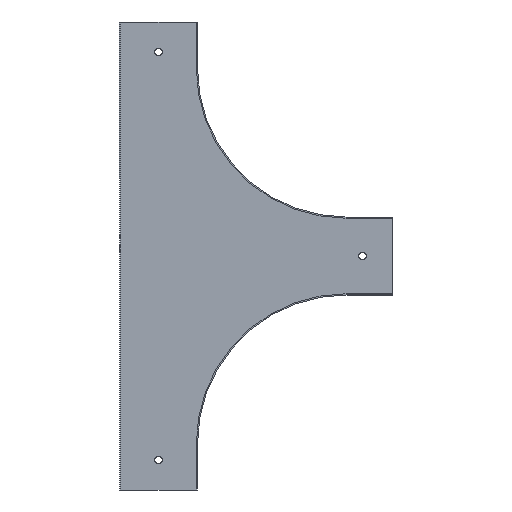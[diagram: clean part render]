
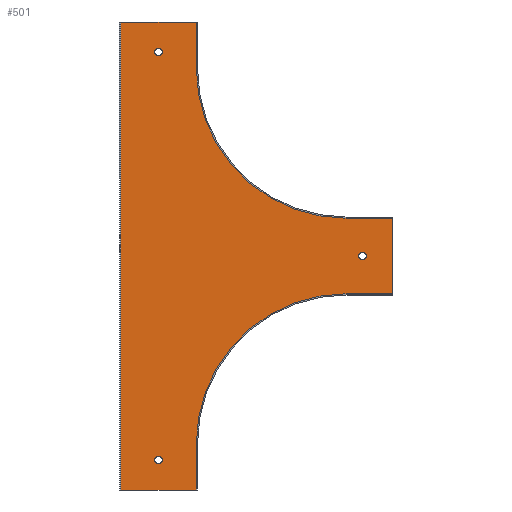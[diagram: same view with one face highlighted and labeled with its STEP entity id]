
A CAD part, front view. The second image highlights one B-rep face of the part: STEP entity #501.
In plain terms, the highlighted planar face has unit normal (0, -1, 0).
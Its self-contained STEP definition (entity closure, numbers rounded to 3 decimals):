
#8 = EDGE_LOOP ( 'NONE', ( #313, #389, #343, #344, #308, #304, #333, #361, #292, #382 ) ) ;
#9 = EDGE_LOOP ( 'NONE', ( #299 ) ) ;
#10 = EDGE_LOOP ( 'NONE', ( #300 ) ) ;
#14 = EDGE_LOOP ( 'NONE', ( #302 ) ) ;
#23 = CIRCLE ( 'NONE', #215, 2.5 ) ;
#31 = CIRCLE ( 'NONE', #285, 99.8 ) ;
#43 = VECTOR ( 'NONE', #596, 1000. ) ;
#60 = LINE ( 'NONE', #573, #63 ) ;
#63 = VECTOR ( 'NONE', #731, 1000. ) ;
#73 = LINE ( 'NONE', #597, #43 ) ;
#103 = CIRCLE ( 'NONE', #258, 99.8 ) ;
#115 = FACE_BOUND ( 'NONE', #9, .T. ) ;
#118 = FACE_BOUND ( 'NONE', #10, .T. ) ;
#119 = FACE_OUTER_BOUND ( 'NONE', #8, .T. ) ;
#131 = FACE_BOUND ( 'NONE', #14, .T. ) ;
#213 = EDGE_CURVE ( 'NONE', #390, #338, #73, .T. ) ;
#215 = AXIS2_PLACEMENT_3D ( 'NONE', #801, #820, #790 ) ;
#237 = AXIS2_PLACEMENT_3D ( 'NONE', #650, #615, #616 ) ;
#244 = EDGE_CURVE ( 'NONE', #319, #390, #60, .T. ) ;
#258 = AXIS2_PLACEMENT_3D ( 'NONE', #869, #834, #803 ) ;
#282 = AXIS2_PLACEMENT_3D ( 'NONE', #772, #863, #776 ) ;
#284 = AXIS2_PLACEMENT_3D ( 'NONE', #800, #807, #795 ) ;
#285 = AXIS2_PLACEMENT_3D ( 'NONE', #871, #815, #788 ) ;
#292 = ORIENTED_EDGE ( 'NONE', *, *, #765, .T. ) ;
#299 = ORIENTED_EDGE ( 'NONE', *, *, #739, .T. ) ;
#300 = ORIENTED_EDGE ( 'NONE', *, *, #746, .T. ) ;
#302 = ORIENTED_EDGE ( 'NONE', *, *, #754, .T. ) ;
#304 = ORIENTED_EDGE ( 'NONE', *, *, #745, .F. ) ;
#308 = ORIENTED_EDGE ( 'NONE', *, *, #738, .F. ) ;
#313 = ORIENTED_EDGE ( 'NONE', *, *, #744, .T. ) ;
#315 = VERTEX_POINT ( 'NONE', #706 ) ;
#319 = VERTEX_POINT ( 'NONE', #689 ) ;
#328 = VERTEX_POINT ( 'NONE', #678 ) ;
#333 = ORIENTED_EDGE ( 'NONE', *, *, #756, .F. ) ;
#338 = VERTEX_POINT ( 'NONE', #660 ) ;
#343 = ORIENTED_EDGE ( 'NONE', *, *, #213, .T. ) ;
#344 = ORIENTED_EDGE ( 'NONE', *, *, #762, .F. ) ;
#361 = ORIENTED_EDGE ( 'NONE', *, *, #766, .F. ) ;
#374 = VERTEX_POINT ( 'NONE', #722 ) ;
#382 = ORIENTED_EDGE ( 'NONE', *, *, #761, .T. ) ;
#389 = ORIENTED_EDGE ( 'NONE', *, *, #244, .T. ) ;
#390 = VERTEX_POINT ( 'NONE', #676 ) ;
#397 = VERTEX_POINT ( 'NONE', #714 ) ;
#405 = VERTEX_POINT ( 'NONE', #621 ) ;
#408 = VERTEX_POINT ( 'NONE', #698 ) ;
#409 = VERTEX_POINT ( 'NONE', #659 ) ;
#416 = VERTEX_POINT ( 'NONE', #527 ) ;
#421 = VERTEX_POINT ( 'NONE', #561 ) ;
#429 = CIRCLE ( 'NONE', #282, 2.5 ) ;
#431 = LINE ( 'NONE', #779, #456 ) ;
#436 = LINE ( 'NONE', #818, #477 ) ;
#440 = VECTOR ( 'NONE', #532, 1000. ) ;
#446 = LINE ( 'NONE', #530, #460 ) ;
#456 = VECTOR ( 'NONE', #780, 1000. ) ;
#459 = LINE ( 'NONE', #531, #440 ) ;
#460 = VECTOR ( 'NONE', #567, 1000. ) ;
#465 = VECTOR ( 'NONE', #789, 1000. ) ;
#467 = VECTOR ( 'NONE', #840, 1000. ) ;
#472 = LINE ( 'NONE', #865, #465 ) ;
#473 = VERTEX_POINT ( 'NONE', #537 ) ;
#475 = LINE ( 'NONE', #802, #467 ) ;
#477 = VECTOR ( 'NONE', #822, 1000. ) ;
#478 = CIRCLE ( 'NONE', #284, 2.5 ) ;
#501 = ADVANCED_FACE ( 'NONE', ( #115, #119, #118, #131 ), #723, .F. ) ;
#527 = CARTESIAN_POINT ( 'NONE',  ( 0., 0., -294.5 ) ) ;
#530 = CARTESIAN_POINT ( 'NONE',  ( 0., 0., -312. ) ) ;
#531 = CARTESIAN_POINT ( 'NONE',  ( -25.2, 0., 0. ) ) ;
#532 = DIRECTION ( 'NONE',  ( 0., 0., 1. ) ) ;
#537 = CARTESIAN_POINT ( 'NONE',  ( 136., 0., -153.5 ) ) ;
#561 = CARTESIAN_POINT ( 'NONE',  ( 0., 0., -17.5 ) ) ;
#567 = DIRECTION ( 'NONE',  ( 1., 0., 0. ) ) ;
#573 = CARTESIAN_POINT ( 'NONE',  ( 0., 0., -181.2 ) ) ;
#596 = DIRECTION ( 'NONE',  ( 0., 0., 1. ) ) ;
#597 = CARTESIAN_POINT ( 'NONE',  ( 156., 0., 0. ) ) ;
#615 = DIRECTION ( 'NONE',  ( 0., 1., 0. ) ) ;
#616 = DIRECTION ( 'NONE',  ( 0., 0., 1. ) ) ;
#621 = CARTESIAN_POINT ( 'NONE',  ( 25.2, 0., -281. ) ) ;
#650 = CARTESIAN_POINT ( 'NONE',  ( 0., 0., 0. ) ) ;
#659 = CARTESIAN_POINT ( 'NONE',  ( -25.2, 0., 0. ) ) ;
#660 = CARTESIAN_POINT ( 'NONE',  ( 156., 0., -130.8 ) ) ;
#676 = CARTESIAN_POINT ( 'NONE',  ( 156., 0., -181.2 ) ) ;
#678 = CARTESIAN_POINT ( 'NONE',  ( -25.2, 0., -312. ) ) ;
#689 = CARTESIAN_POINT ( 'NONE',  ( 125., 0., -181.2 ) ) ;
#698 = CARTESIAN_POINT ( 'NONE',  ( 25.2, 0., -312. ) ) ;
#706 = CARTESIAN_POINT ( 'NONE',  ( 25.2, 0., -31. ) ) ;
#714 = CARTESIAN_POINT ( 'NONE',  ( 25.2, 0., 0. ) ) ;
#722 = CARTESIAN_POINT ( 'NONE',  ( 125., 0., -130.8 ) ) ;
#723 = PLANE ( 'NONE',  #237 ) ;
#731 = DIRECTION ( 'NONE',  ( 1., 0., 0. ) ) ;
#738 = EDGE_CURVE ( 'NONE', #315, #374, #103, .T. ) ;
#739 = EDGE_CURVE ( 'NONE', #473, #473, #23, .T. ) ;
#744 = EDGE_CURVE ( 'NONE', #405, #319, #31, .T. ) ;
#745 = EDGE_CURVE ( 'NONE', #397, #315, #431, .T. ) ;
#746 = EDGE_CURVE ( 'NONE', #421, #421, #478, .T. ) ;
#754 = EDGE_CURVE ( 'NONE', #416, #416, #429, .T. ) ;
#756 = EDGE_CURVE ( 'NONE', #409, #397, #436, .T. ) ;
#761 = EDGE_CURVE ( 'NONE', #408, #405, #472, .T. ) ;
#762 = EDGE_CURVE ( 'NONE', #374, #338, #475, .T. ) ;
#765 = EDGE_CURVE ( 'NONE', #328, #408, #446, .T. ) ;
#766 = EDGE_CURVE ( 'NONE', #328, #409, #459, .T. ) ;
#772 = CARTESIAN_POINT ( 'NONE',  ( 0., 0., -292. ) ) ;
#776 = DIRECTION ( 'NONE',  ( 0., 0., -1. ) ) ;
#779 = CARTESIAN_POINT ( 'NONE',  ( 25.2, 0., 0. ) ) ;
#780 = DIRECTION ( 'NONE',  ( 0., 0., -1. ) ) ;
#788 = DIRECTION ( 'NONE',  ( 0., 0., 1. ) ) ;
#789 = DIRECTION ( 'NONE',  ( 0., 0., 1. ) ) ;
#790 = DIRECTION ( 'NONE',  ( 0., 0., 1. ) ) ;
#795 = DIRECTION ( 'NONE',  ( 0., 0., 1. ) ) ;
#800 = CARTESIAN_POINT ( 'NONE',  ( 0., 0., -20. ) ) ;
#801 = CARTESIAN_POINT ( 'NONE',  ( 136., 0., -156. ) ) ;
#802 = CARTESIAN_POINT ( 'NONE',  ( 0., 0., -130.8 ) ) ;
#803 = DIRECTION ( 'NONE',  ( 0., 0., 1. ) ) ;
#807 = DIRECTION ( 'NONE',  ( 0., 1., 0. ) ) ;
#815 = DIRECTION ( 'NONE',  ( 0., 1., 0. ) ) ;
#818 = CARTESIAN_POINT ( 'NONE',  ( 0., 0., 0. ) ) ;
#820 = DIRECTION ( 'NONE',  ( 0., 1., 0. ) ) ;
#822 = DIRECTION ( 'NONE',  ( 1., 0., 0. ) ) ;
#834 = DIRECTION ( 'NONE',  ( 0., -1., 0. ) ) ;
#840 = DIRECTION ( 'NONE',  ( 1., 0., 0. ) ) ;
#863 = DIRECTION ( 'NONE',  ( 0., 1., 0. ) ) ;
#865 = CARTESIAN_POINT ( 'NONE',  ( 25.2, 0., 0. ) ) ;
#869 = CARTESIAN_POINT ( 'NONE',  ( 125., 0., -31. ) ) ;
#871 = CARTESIAN_POINT ( 'NONE',  ( 125., 0., -281. ) ) ;
